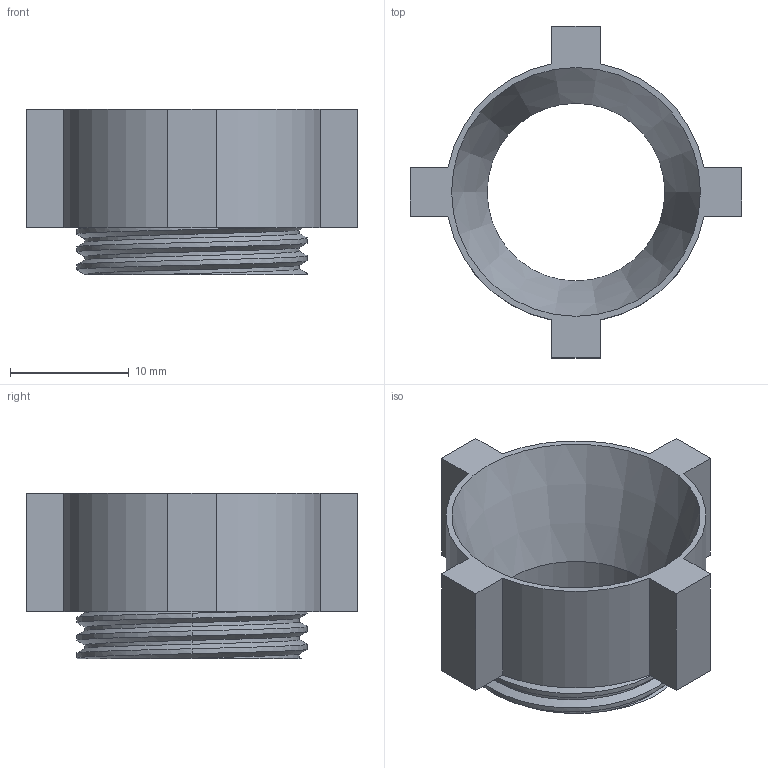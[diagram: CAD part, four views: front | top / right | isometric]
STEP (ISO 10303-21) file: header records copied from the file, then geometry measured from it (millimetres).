
FILE_DESCRIPTION(/* description */ (''),/* implementation_level */ '2;1');
FILE_NAME(/* name */ 'Micro3D_phone_connector.step',/* time_stamp */ '2021-07-09T16:43:51-05:00',/* author */ (''),/* organization */ (''),/* preprocessor_version */ 'ST-DEVELOPER v18.1',/* originating_system */ 'Autodesk Translation Framework v10.9.0.1377',/* authorisation */ '');
FILE_SCHEMA (('AUTOMOTIVE_DESIGN { 1 0 10303 214 3 1 1 }'));
Length unit declared in the file: millimetre
Products named in the file (1): eyepiece 15mm
Bounding box: 28 x 28 x 14 mm (x, y, z)
Volume: 2144.1 mm3; surface area: 2418.3 mm2
Topology: 1 solids, 1 shells, 31 faces, 84 edges, 56 vertices
Faces by surface type: plane 15, cylinder 13, bspline 2, cone 1
Full cylindrical faces by diameter (mm): 15 x1, 18.137 x2, 19.45 x2
Entity records: 1919 total; most frequent: CARTESIAN_POINT 1116, ORIENTED_EDGE 168, DIRECTION 142, EDGE_CURVE 84, VERTEX_POINT 56, LINE 48, VECTOR 48, AXIS2_PLACEMENT_3D 47
